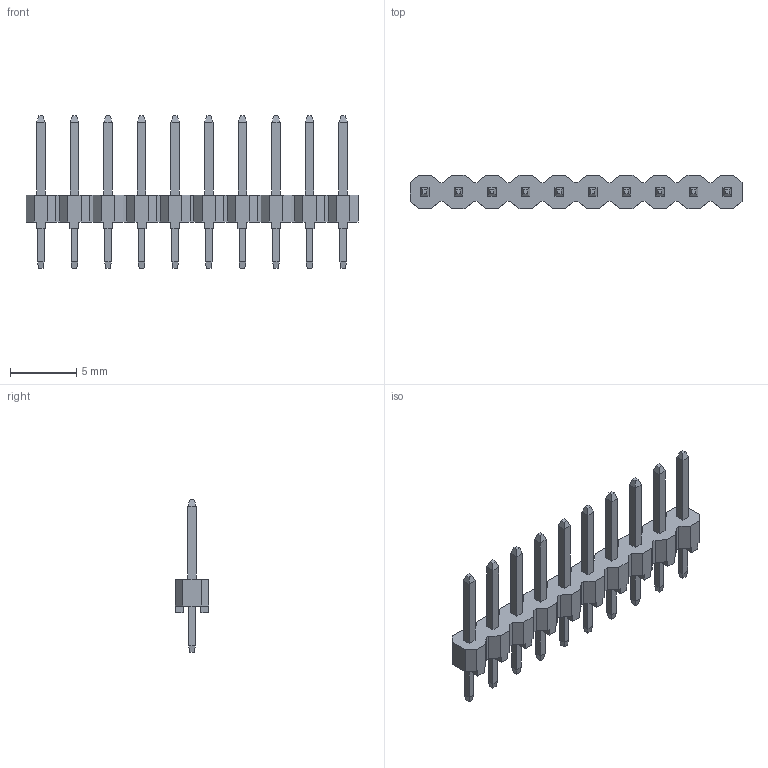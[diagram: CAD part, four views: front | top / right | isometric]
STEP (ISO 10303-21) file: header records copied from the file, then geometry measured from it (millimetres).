
FILE_DESCRIPTION(('STEP AP214'),'1');
FILE_NAME('a2-10pa-2_54dsa_71_.stp','2019-12-05T11:21:32',('TraceParts'),('TraceParts S.A.'),'Spatial InterOp 3D',' ',' ');
FILE_SCHEMA(('AUTOMOTIVE_DESIGN { 1 0 10303 214 1 1 1 1 }'));
Length unit declared in the file: millimetre
Products named in the file (1): a2-10pa-2_54dsa_71_
Bounding box: 25.1 x 2.54 x 11.54 mm (x, y, z)
Volume: 145.5 mm3; surface area: 473.8 mm2
Topology: 1 solids, 1 shells, 342 faces, 902 edges, 582 vertices
Faces by surface type: plane 342
Entity records: 13022 total; most frequent: CARTESIAN_POINT 1827, ORIENTED_EDGE 1804, DIRECTION 1588, EDGE_CURVE 902, LINE 902, VECTOR 902, VERTEX_POINT 582, EDGE_LOOP 362
